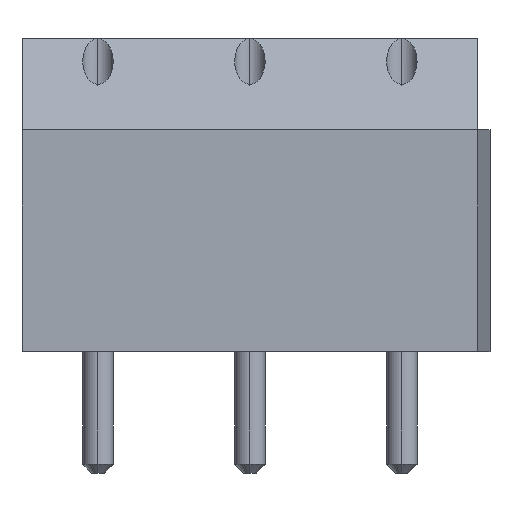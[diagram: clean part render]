
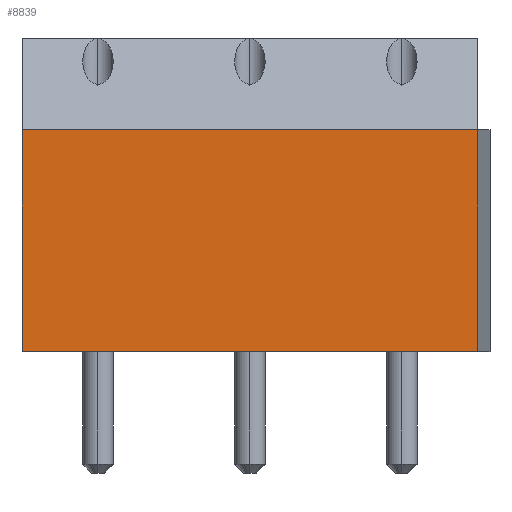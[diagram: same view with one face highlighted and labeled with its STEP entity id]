
A CAD part, top view. The second image highlights one B-rep face of the part: STEP entity #8839.
In plain terms, the highlighted planar face has unit normal (0, 0, 1).
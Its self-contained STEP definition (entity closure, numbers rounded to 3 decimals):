
#149 = VECTOR ( 'NONE', #4239, 1000. ) ;
#362 = DIRECTION ( 'NONE',  ( -1., 0., 0. ) ) ;
#509 = DIRECTION ( 'NONE',  ( -1., 0., 0. ) ) ;
#522 = CARTESIAN_POINT ( 'NONE',  ( 0., 5.967, 3.9 ) ) ;
#1324 = VECTOR ( 'NONE', #509, 1000. ) ;
#1534 = ORIENTED_EDGE ( 'NONE', *, *, #5980, .T. ) ;
#1683 = ORIENTED_EDGE ( 'NONE', *, *, #5123, .F. ) ;
#2006 = DIRECTION ( 'NONE',  ( 0., 0., -1. ) ) ;
#2380 = LINE ( 'NONE', #522, #149 ) ;
#2479 = DIRECTION ( 'NONE',  ( 0., -1., 0. ) ) ;
#2552 = AXIS2_PLACEMENT_3D ( 'NONE', #6525, #2006, #7285 ) ;
#2859 = FACE_OUTER_BOUND ( 'NONE', #4580, .T. ) ;
#3144 = CARTESIAN_POINT ( 'NONE',  ( 15., -1.333, 3.9 ) ) ;
#3669 = VERTEX_POINT ( 'NONE', #8376 ) ;
#3891 = VECTOR ( 'NONE', #2479, 1000. ) ;
#4228 = CARTESIAN_POINT ( 'NONE',  ( 15., -1.333, 3.9 ) ) ;
#4239 = DIRECTION ( 'NONE',  ( 0., -1., 0. ) ) ;
#4240 = PLANE ( 'NONE',  #2552 ) ;
#4580 = EDGE_LOOP ( 'NONE', ( #1534, #5759, #1683, #4811 ) ) ;
#4811 = ORIENTED_EDGE ( 'NONE', *, *, #7404, .T. ) ;
#4863 = CARTESIAN_POINT ( 'NONE',  ( 15., 5.967, 3.9 ) ) ;
#4955 = VECTOR ( 'NONE', #362, 1000. ) ;
#5012 = CARTESIAN_POINT ( 'NONE',  ( 0., 5.967, 3.9 ) ) ;
#5123 = EDGE_CURVE ( 'NONE', #3669, #9660, #6153, .T. ) ;
#5759 = ORIENTED_EDGE ( 'NONE', *, *, #9330, .F. ) ;
#5980 = EDGE_CURVE ( 'NONE', #8873, #7876, #2380, .T. ) ;
#6153 = LINE ( 'NONE', #7759, #3891 ) ;
#6525 = CARTESIAN_POINT ( 'NONE',  ( 15., 5.967, 3.9 ) ) ;
#6724 = LINE ( 'NONE', #4863, #4955 ) ;
#7098 = LINE ( 'NONE', #4228, #1324 ) ;
#7265 = CARTESIAN_POINT ( 'NONE',  ( 0., -1.333, 3.9 ) ) ;
#7285 = DIRECTION ( 'NONE',  ( 0., 1., 0. ) ) ;
#7404 = EDGE_CURVE ( 'NONE', #3669, #8873, #6724, .T. ) ;
#7759 = CARTESIAN_POINT ( 'NONE',  ( 15., 5.967, 3.9 ) ) ;
#7876 = VERTEX_POINT ( 'NONE', #7265 ) ;
#8376 = CARTESIAN_POINT ( 'NONE',  ( 15., 5.967, 3.9 ) ) ;
#8839 = ADVANCED_FACE ( 'NONE', ( #2859 ), #4240, .F. ) ;
#8873 = VERTEX_POINT ( 'NONE', #5012 ) ;
#9330 = EDGE_CURVE ( 'NONE', #9660, #7876, #7098, .T. ) ;
#9660 = VERTEX_POINT ( 'NONE', #3144 ) ;
